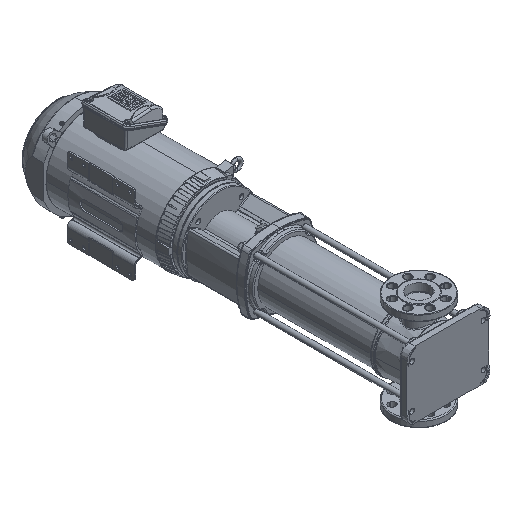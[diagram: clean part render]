
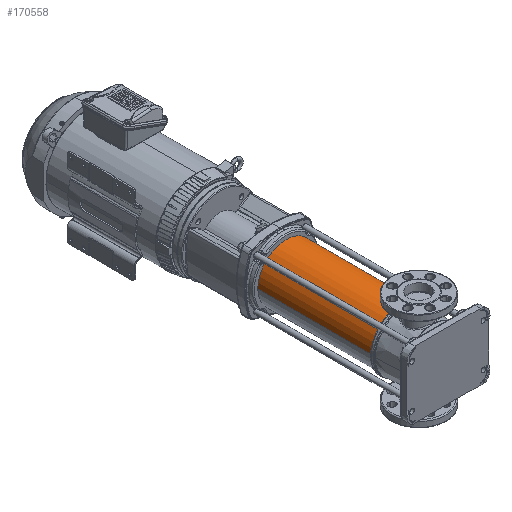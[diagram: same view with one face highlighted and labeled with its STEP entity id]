
A CAD part, isometric view. The second image highlights one B-rep face of the part: STEP entity #170558.
In plain terms, the highlighted cylindrical face has radius 85.35 mm (diameter 170.7 mm), a partial arc.
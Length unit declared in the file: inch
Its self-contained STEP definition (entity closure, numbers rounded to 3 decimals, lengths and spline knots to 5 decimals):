
#2474 = DIRECTION ( 'NONE',  ( 0., 1., 0. ) ) ;
#3322 = CYLINDRICAL_SURFACE ( 'NONE', #73069, 3.36024 ) ;
#5124 = DIRECTION ( 'NONE',  ( 0., 0., 1. ) ) ;
#13641 = ORIENTED_EDGE ( 'NONE', *, *, #134971, .T. ) ;
#16184 = CARTESIAN_POINT ( 'NONE',  ( 0., 1.70079, 0. ) ) ;
#17093 = DIRECTION ( 'NONE',  ( 0., 1., 0. ) ) ;
#22632 = EDGE_CURVE ( 'NONE', #48576, #64602, #102467, .T. ) ;
#41718 = ORIENTED_EDGE ( 'NONE', *, *, #134348, .F. ) ;
#43128 = CARTESIAN_POINT ( 'NONE',  ( 0., 2.20472, 3.36024 ) ) ;
#47425 = FACE_OUTER_BOUND ( 'NONE', #50739, .T. ) ;
#48576 = VERTEX_POINT ( 'NONE', #57931 ) ;
#50739 = EDGE_LOOP ( 'NONE', ( #41718, #13641, #140161, #173608 ) ) ;
#54374 = DIRECTION ( 'NONE',  ( 0., -1., 0. ) ) ;
#57931 = CARTESIAN_POINT ( 'NONE',  ( 0., 15.7652, 3.36024 ) ) ;
#64602 = VERTEX_POINT ( 'NONE', #99596 ) ;
#71284 = CARTESIAN_POINT ( 'NONE',  ( 0., 1.70079, 3.36024 ) ) ;
#73069 = AXIS2_PLACEMENT_3D ( 'NONE', #16184, #17093, #5124 ) ;
#88843 = CIRCLE ( 'NONE', #141599, 3.36024 ) ;
#92224 = LINE ( 'NONE', #148278, #164999 ) ;
#98865 = LINE ( 'NONE', #71284, #136461 ) ;
#99596 = CARTESIAN_POINT ( 'NONE',  ( 0., 15.7652, -3.36024 ) ) ;
#102467 = CIRCLE ( 'NONE', #116746, 3.36024 ) ;
#110441 = DIRECTION ( 'NONE',  ( 0., 0., 1. ) ) ;
#113672 = VERTEX_POINT ( 'NONE', #43128 ) ;
#116746 = AXIS2_PLACEMENT_3D ( 'NONE', #180299, #54374, #110441 ) ;
#132177 = CARTESIAN_POINT ( 'NONE',  ( 0., 2.20472, -3.36024 ) ) ;
#134348 = EDGE_CURVE ( 'NONE', #142244, #64602, #92224, .T. ) ;
#134522 = DIRECTION ( 'NONE',  ( 0., 1., 0. ) ) ;
#134971 = EDGE_CURVE ( 'NONE', #142244, #113672, #88843, .T. ) ;
#136461 = VECTOR ( 'NONE', #154925, 39.37008 ) ;
#140161 = ORIENTED_EDGE ( 'NONE', *, *, #164969, .T. ) ;
#141599 = AXIS2_PLACEMENT_3D ( 'NONE', #157801, #2474, #143992 ) ;
#142244 = VERTEX_POINT ( 'NONE', #132177 ) ;
#143992 = DIRECTION ( 'NONE',  ( 0., 0., 1. ) ) ;
#148278 = CARTESIAN_POINT ( 'NONE',  ( 0., 1.70079, -3.36024 ) ) ;
#154925 = DIRECTION ( 'NONE',  ( 0., 1., 0. ) ) ;
#157801 = CARTESIAN_POINT ( 'NONE',  ( 0., 2.20472, 0. ) ) ;
#164969 = EDGE_CURVE ( 'NONE', #113672, #48576, #98865, .T. ) ;
#164999 = VECTOR ( 'NONE', #134522, 39.37008 ) ;
#170558 = ADVANCED_FACE ( 'NONE', ( #47425 ), #3322, .T. ) ;
#173608 = ORIENTED_EDGE ( 'NONE', *, *, #22632, .T. ) ;
#180299 = CARTESIAN_POINT ( 'NONE',  ( 0., 15.7652, 0. ) ) ;
